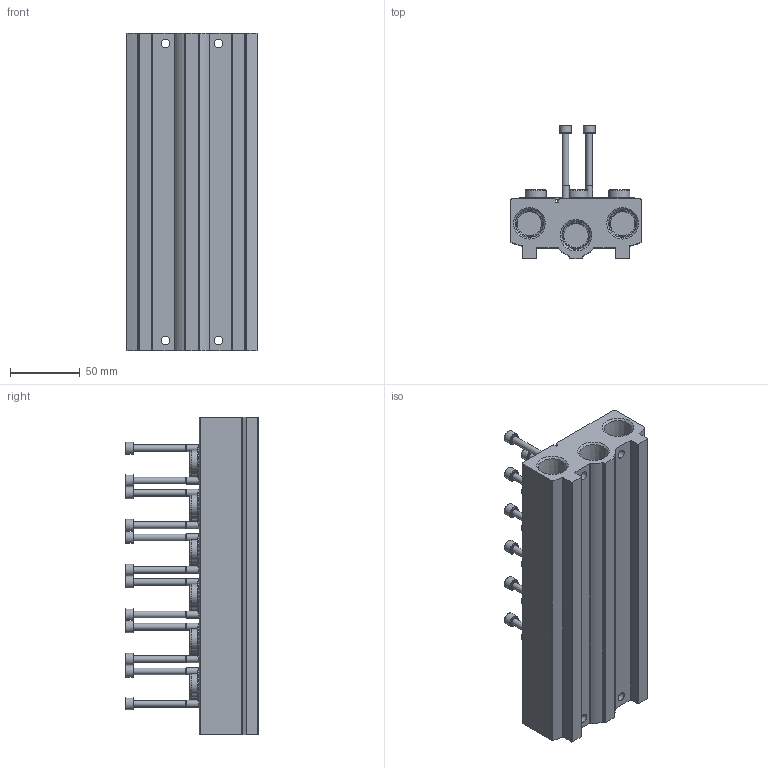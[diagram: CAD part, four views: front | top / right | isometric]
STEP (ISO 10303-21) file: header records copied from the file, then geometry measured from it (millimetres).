
FILE_DESCRIPTION(/* description */ ('STEP AP214'),/* implementation_level */ '2;1');
FILE_NAME(/* name */ '8026390_VABM-B10-30S-N12-6',/* time_stamp */ '2024-09-15T23:35:20+02:00',/* author */ ('License CC BY-ND 4.0'),/* organization */ ('CADENAS'),/* preprocessor_version */ 'ST-DEVELOPER v19.3',/* originating_system */ 'PARTsolutions',/* authorisation */ ' ');
FILE_SCHEMA (('AUTOMOTIVE_DESIGN {1 0 10303 214 3 1 1}'));
Length unit declared in the file: millimetre
Products named in the file (5): 8026390 VABM-B10-30S-N12-6; 8026390 VABM-B10-30S-N12-6---(M); 1658619 VUVS-G3-3---(S); 2191444 F-M5x60-10.9; 31785 B-1/2-NPT---(Plug)
Assembly tree (22 placements, depth 2):
  8026390 VABM-B10-30S-N12-6
    8026390 VABM-B10-30S-N12-6---(M)
    1658619 VUVS-G3-3---(S)  x6
    2191444 F-M5x60-10.9  x12
    31785 B-1/2-NPT---(Plug)  x3
Bounding box: 94 x 95.4 x 228 mm (x, y, z)
Volume: 649360.5 mm3; surface area: 168795.8 mm2
Topology: 22 solids, 22 shells, 1064 faces, 2574 edges, 1633 vertices
Faces by surface type: plane 486, cylinder 321, cone 209, torus 48
Full cylindrical faces by diameter (mm): 3.5 x1, 4.134 x13, 4.75 x12, 5 x12, 6.3 x4, 8.5 x12, 9 x18, 9.525 x3, 12 x18, 15.1 x18, 17.6 x3, 18.1 x18
Entity records: 9047 total; most frequent: CARTESIAN_POINT 1791, DIRECTION 1536, ORIENTED_EDGE 1230, AXIS2_PLACEMENT_3D 619, EDGE_CURVE 615, FACE_BOUND 525, EDGE_LOOP 510, VERTEX_POINT 474
